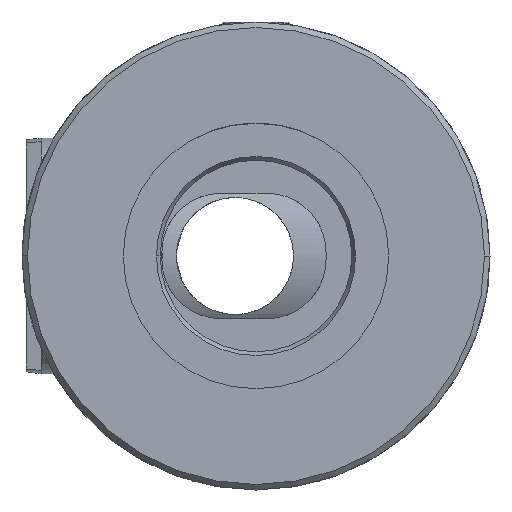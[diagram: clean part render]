
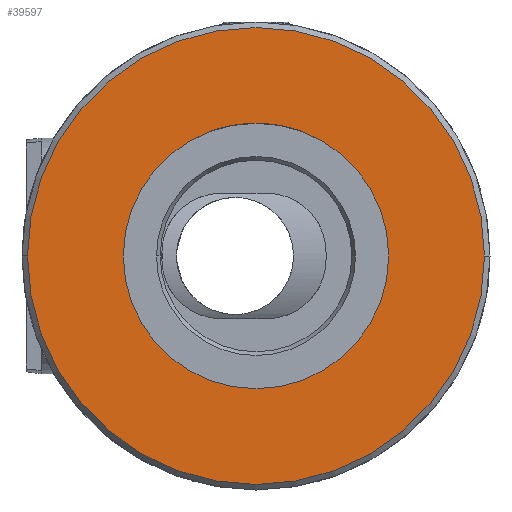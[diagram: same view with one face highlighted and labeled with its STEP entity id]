
A CAD part, left-side view. The second image highlights one B-rep face of the part: STEP entity #39597.
In plain terms, the highlighted face is planar.
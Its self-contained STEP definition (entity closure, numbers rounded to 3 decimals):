
#1981 = VERTEX_POINT ( 'NONE', #9326 ) ;
#4243 = DIRECTION ( 'NONE',  ( 0., 0., -1. ) ) ;
#7742 = ORIENTED_EDGE ( 'NONE', *, *, #7967, .F. ) ;
#7967 = EDGE_CURVE ( 'NONE', #69989, #42989, #36887, .T. ) ;
#9326 = CARTESIAN_POINT ( 'NONE',  ( -31., 0., 0. ) ) ;
#15990 = AXIS2_PLACEMENT_3D ( 'NONE', #62173, #35354, #45301 ) ;
#16193 = AXIS2_PLACEMENT_3D ( 'NONE', #63629, #52273, #34994 ) ;
#19788 = DIRECTION ( 'NONE',  ( 1., 0., 0. ) ) ;
#21497 = DIRECTION ( 'NONE',  ( 0., -1., 0. ) ) ;
#24741 = EDGE_CURVE ( 'NONE', #69345, #1981, #34017, .T. ) ;
#30737 = CARTESIAN_POINT ( 'NONE',  ( 0., 0., 0. ) ) ;
#34017 = CIRCLE ( 'NONE', #58671, 31. ) ;
#34994 = DIRECTION ( 'NONE',  ( 1., 0., 0. ) ) ;
#35354 = DIRECTION ( 'NONE',  ( 0., 0., 1. ) ) ;
#35959 = ORIENTED_EDGE ( 'NONE', *, *, #70691, .T. ) ;
#36887 = CIRCLE ( 'NONE', #46281, 18. ) ;
#37318 = FACE_OUTER_BOUND ( 'NONE', #40733, .T. ) ;
#39597 = ADVANCED_FACE ( 'NONE', ( #60789, #37318 ), #60433, .F. ) ;
#40733 = EDGE_LOOP ( 'NONE', ( #35959, #52105 ) ) ;
#42989 = VERTEX_POINT ( 'NONE', #58611 ) ;
#45301 = DIRECTION ( 'NONE',  ( 1., 0., 0. ) ) ;
#46281 = AXIS2_PLACEMENT_3D ( 'NONE', #30737, #58270, #53153 ) ;
#47239 = EDGE_CURVE ( 'NONE', #42989, #69989, #47896, .T. ) ;
#47896 = CIRCLE ( 'NONE', #16193, 18. ) ;
#48090 = CARTESIAN_POINT ( 'NONE',  ( 0., 0., 0. ) ) ;
#48913 = CIRCLE ( 'NONE', #15990, 31. ) ;
#50319 = AXIS2_PLACEMENT_3D ( 'NONE', #54939, #4243, #21497 ) ;
#52105 = ORIENTED_EDGE ( 'NONE', *, *, #24741, .T. ) ;
#52273 = DIRECTION ( 'NONE',  ( 0., 0., 1. ) ) ;
#53153 = DIRECTION ( 'NONE',  ( 1., 0., 0. ) ) ;
#54117 = ORIENTED_EDGE ( 'NONE', *, *, #47239, .F. ) ;
#54939 = CARTESIAN_POINT ( 'NONE',  ( 0., 31.75, 0. ) ) ;
#58270 = DIRECTION ( 'NONE',  ( 0., 0., 1. ) ) ;
#58611 = CARTESIAN_POINT ( 'NONE',  ( -18., 0., 0. ) ) ;
#58671 = AXIS2_PLACEMENT_3D ( 'NONE', #48090, #70452, #19788 ) ;
#60433 = PLANE ( 'NONE',  #50319 ) ;
#60789 = FACE_BOUND ( 'NONE', #61779, .T. ) ;
#61779 = EDGE_LOOP ( 'NONE', ( #7742, #54117 ) ) ;
#62173 = CARTESIAN_POINT ( 'NONE',  ( 0., 0., 0. ) ) ;
#62693 = CARTESIAN_POINT ( 'NONE',  ( 18., 0., 0. ) ) ;
#63629 = CARTESIAN_POINT ( 'NONE',  ( 0., 0., 0. ) ) ;
#68816 = CARTESIAN_POINT ( 'NONE',  ( 31., 0., 0. ) ) ;
#69345 = VERTEX_POINT ( 'NONE', #68816 ) ;
#69989 = VERTEX_POINT ( 'NONE', #62693 ) ;
#70452 = DIRECTION ( 'NONE',  ( 0., 0., 1. ) ) ;
#70691 = EDGE_CURVE ( 'NONE', #1981, #69345, #48913, .T. ) ;
